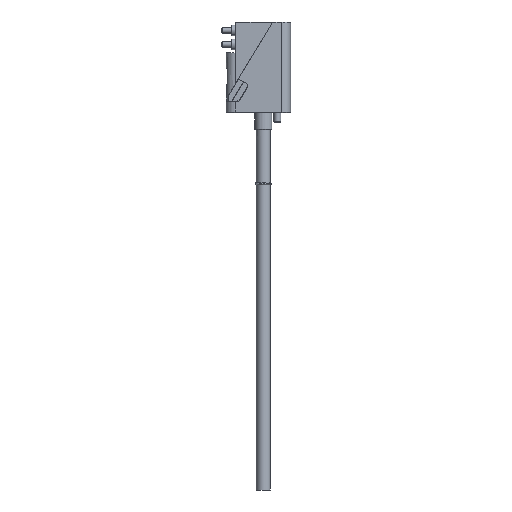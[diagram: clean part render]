
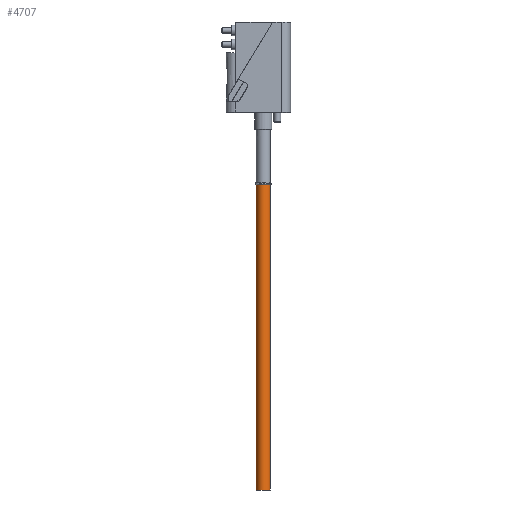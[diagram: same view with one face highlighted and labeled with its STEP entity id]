
A CAD part, front view. The second image highlights one B-rep face of the part: STEP entity #4707.
In plain terms, the highlighted cylindrical face has radius 5 mm (diameter 10 mm), a partial arc.
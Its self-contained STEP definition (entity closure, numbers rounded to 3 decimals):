
#19 = VECTOR ( 'NONE', #3985, 1000. ) ;
#24 = CIRCLE ( 'NONE', #8636, 5. ) ;
#212 = VERTEX_POINT ( 'NONE', #10062 ) ;
#309 = CARTESIAN_POINT ( 'NONE',  ( -5., 0., 300. ) ) ;
#388 = CARTESIAN_POINT ( 'NONE',  ( 0., 0., 81.56 ) ) ;
#616 = DIRECTION ( 'NONE',  ( -1., 0., 0. ) ) ;
#929 = VERTEX_POINT ( 'NONE', #309 ) ;
#1263 = LINE ( 'NONE', #9424, #19 ) ;
#1602 = EDGE_CURVE ( 'NONE', #2625, #212, #1938, .T. ) ;
#1938 = CIRCLE ( 'NONE', #8634, 5. ) ;
#2119 = ORIENTED_EDGE ( 'NONE', *, *, #8152, .T. ) ;
#2195 = DIRECTION ( 'NONE',  ( 0., 0., 1. ) ) ;
#2275 = CARTESIAN_POINT ( 'NONE',  ( 5., 0., 81.56 ) ) ;
#2506 = CARTESIAN_POINT ( 'NONE',  ( 5., 0., 300. ) ) ;
#2625 = VERTEX_POINT ( 'NONE', #2275 ) ;
#2866 = DIRECTION ( 'NONE',  ( 0., 0., -1. ) ) ;
#2970 = DIRECTION ( 'NONE',  ( 1., 0., 0. ) ) ;
#3985 = DIRECTION ( 'NONE',  ( 0., 0., -1. ) ) ;
#3986 = EDGE_CURVE ( 'NONE', #4877, #2625, #1263, .T. ) ;
#4479 = EDGE_CURVE ( 'NONE', #929, #4877, #24, .T. ) ;
#4705 = ORIENTED_EDGE ( 'NONE', *, *, #4479, .F. ) ;
#4707 = ADVANCED_FACE ( 'NONE', ( #5889 ), #6014, .T. ) ;
#4877 = VERTEX_POINT ( 'NONE', #2506 ) ;
#5127 = DIRECTION ( 'NONE',  ( 0., 0., -1. ) ) ;
#5361 = LINE ( 'NONE', #6717, #8949 ) ;
#5404 = CARTESIAN_POINT ( 'NONE',  ( 0., 0., 300. ) ) ;
#5889 = FACE_OUTER_BOUND ( 'NONE', #10009, .T. ) ;
#6014 = CYLINDRICAL_SURFACE ( 'NONE', #7705, 5. ) ;
#6160 = CARTESIAN_POINT ( 'NONE',  ( 0., 0., 300. ) ) ;
#6687 = DIRECTION ( 'NONE',  ( -1., 0., 0. ) ) ;
#6717 = CARTESIAN_POINT ( 'NONE',  ( -5., 0., 300. ) ) ;
#7219 = ORIENTED_EDGE ( 'NONE', *, *, #1602, .F. ) ;
#7705 = AXIS2_PLACEMENT_3D ( 'NONE', #5404, #2866, #616 ) ;
#8152 = EDGE_CURVE ( 'NONE', #929, #212, #5361, .T. ) ;
#8379 = DIRECTION ( 'NONE',  ( 0., 0., -1. ) ) ;
#8634 = AXIS2_PLACEMENT_3D ( 'NONE', #388, #5127, #6687 ) ;
#8636 = AXIS2_PLACEMENT_3D ( 'NONE', #6160, #2195, #2970 ) ;
#8949 = VECTOR ( 'NONE', #8379, 1000. ) ;
#9424 = CARTESIAN_POINT ( 'NONE',  ( 5., 0., 300. ) ) ;
#9719 = ORIENTED_EDGE ( 'NONE', *, *, #3986, .F. ) ;
#10009 = EDGE_LOOP ( 'NONE', ( #9719, #4705, #2119, #7219 ) ) ;
#10062 = CARTESIAN_POINT ( 'NONE',  ( -5., 0., 81.56 ) ) ;
